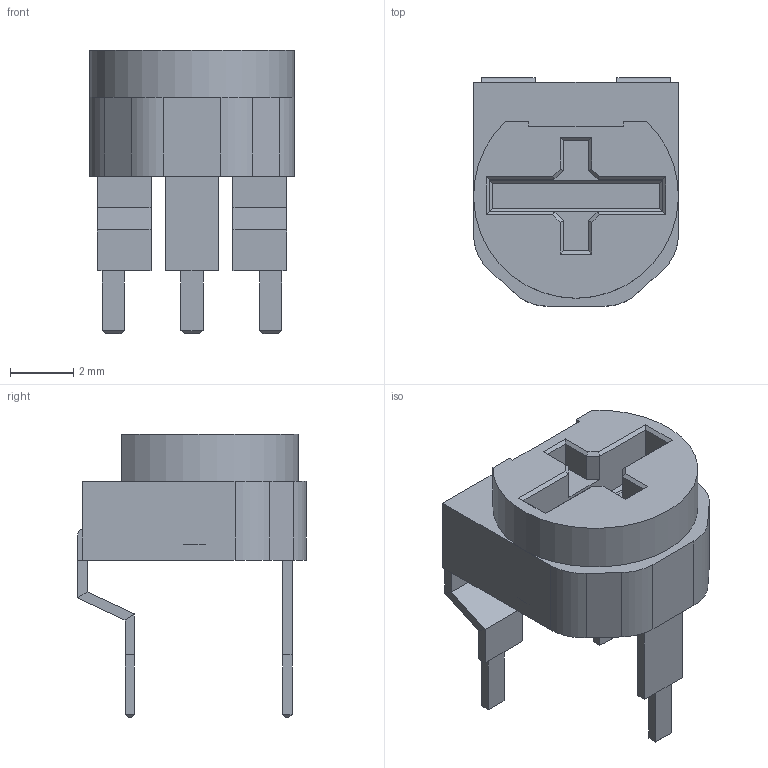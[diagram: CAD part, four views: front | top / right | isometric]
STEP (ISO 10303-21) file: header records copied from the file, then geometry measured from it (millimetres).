
FILE_DESCRIPTION(('FreeCAD Model'),'2;1');
FILE_NAME('Open CASCADE Shape Model','2022-04-13T22:23:25',( 'kicad StepUp'),('ksu MCAD'),'Open CASCADE STEP processor 7.5', 'FreeCAD','Unknown');
FILE_SCHEMA(('AUTOMOTIVE_DESIGN { 1 0 10303 214 1 1 1 1 }'));
Length unit declared in the file: millimetre
Products named in the file (1): RM065_Potentiometer_cp001
Bounding box: 6.5 x 7.25 x 9 mm (x, y, z)
Volume: 196.7 mm3; surface area: 402.3 mm2
Topology: 5 solids, 5 shells, 142 faces, 320 edges, 190 vertices
Faces by surface type: plane 134, cylinder 8
Entity records: 8995 total; most frequent: CARTESIAN_POINT 1394, DIRECTION 1210, LINE 890, VECTOR 890, ORIENTED_EDGE 640, PCURVE 640, DEFINITIONAL_REPRESENTATION 640, EDGE_CURVE 320
